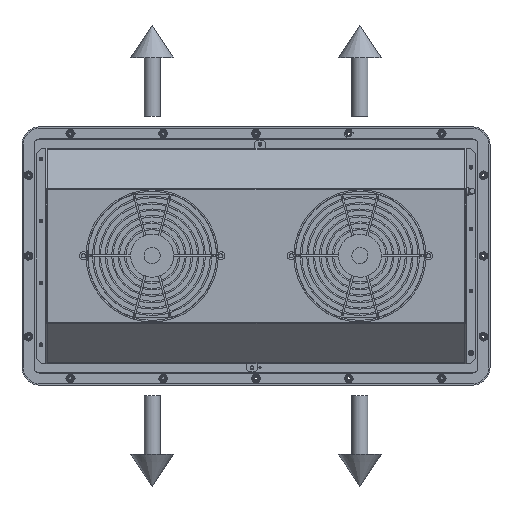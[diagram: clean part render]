
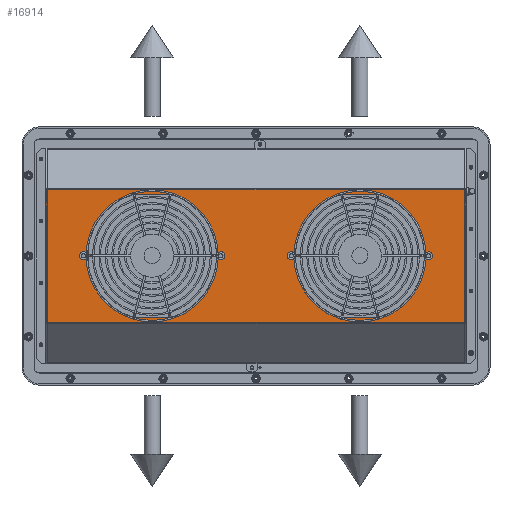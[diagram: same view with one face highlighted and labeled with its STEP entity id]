
A CAD part, top view. The second image highlights one B-rep face of the part: STEP entity #16914.
In plain terms, the highlighted planar face has unit normal (0, 0, 1).
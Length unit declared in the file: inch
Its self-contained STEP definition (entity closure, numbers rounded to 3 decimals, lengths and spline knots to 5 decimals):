
#482 = CARTESIAN_POINT ( 'NONE',  ( -1.82747, 12.02878, 22.62235 ) ) ;
#1040 = CARTESIAN_POINT ( 'NONE',  ( -1.00271, 9.15478, 22.62235 ) ) ;
#1251 = CARTESIAN_POINT ( 'NONE',  ( 12.77228, 7.02878, 22.62235 ) ) ;
#1454 = CARTESIAN_POINT ( 'NONE',  ( -5.01647, 12.02878, 22.62235 ) ) ;
#1456 = EDGE_CURVE ( 'NONE', #8705, #8705, #18152, .T. ) ;
#1636 = AXIS2_PLACEMENT_3D ( 'NONE', #1251, #29744, #5340 ) ;
#1658 = LINE ( 'NONE', #11892, #22031 ) ;
#1741 = VERTEX_POINT ( 'NONE', #13611 ) ;
#1836 = CARTESIAN_POINT ( 'NONE',  ( 12.74228, 7.02878, 22.62235 ) ) ;
#1862 = CARTESIAN_POINT ( 'NONE',  ( -2.65222, 14.90278, 22.62235 ) ) ;
#1901 = LINE ( 'NONE', #1836, #42711 ) ;
#2688 = DIRECTION ( 'NONE',  ( -1., 0., 0. ) ) ;
#2873 = VECTOR ( 'NONE', #7182, 39.37008 ) ;
#3002 = VERTEX_POINT ( 'NONE', #6306 ) ;
#3166 = DIRECTION ( 'NONE',  ( -1., 0., 0. ) ) ;
#3370 = VERTEX_POINT ( 'NONE', #32523 ) ;
#3470 = DIRECTION ( 'NONE',  ( 0., 0., 1. ) ) ;
#3895 = AXIS2_PLACEMENT_3D ( 'NONE', #482, #29008, #4583 ) ;
#4020 = DIRECTION ( 'NONE',  ( 0., 0., 1. ) ) ;
#4170 = LINE ( 'NONE', #19469, #2873 ) ;
#4400 = CARTESIAN_POINT ( 'NONE',  ( 1.36153, 12.02878, 22.62235 ) ) ;
#4463 = AXIS2_PLACEMENT_3D ( 'NONE', #28453, #4020, #32562 ) ;
#4583 = DIRECTION ( 'NONE',  ( 0., -1., 0. ) ) ;
#4840 = DIRECTION ( 'NONE',  ( 0., 0., 1. ) ) ;
#4851 = VERTEX_POINT ( 'NONE', #18758 ) ;
#5340 = DIRECTION ( 'NONE',  ( 1., 0., 0. ) ) ;
#5558 = DIRECTION ( 'NONE',  ( 0., -1., 0. ) ) ;
#5871 = EDGE_CURVE ( 'NONE', #32610, #3002, #44622, .T. ) ;
#5929 = DIRECTION ( 'NONE',  ( 0., 1., 0. ) ) ;
#5967 = EDGE_CURVE ( 'NONE', #25681, #44654, #39632, .T. ) ;
#6044 = VECTOR ( 'NONE', #3166, 39.37008 ) ;
#6306 = CARTESIAN_POINT ( 'NONE',  ( 7.00478, 9.15478, 22.62235 ) ) ;
#7182 = DIRECTION ( 'NONE',  ( 1., 0., 0. ) ) ;
#7537 = EDGE_LOOP ( 'NONE', ( #40473 ) ) ;
#8203 = FACE_BOUND ( 'NONE', #45980, .T. ) ;
#8243 = VECTOR ( 'NONE', #29160, 39.37008 ) ;
#8411 = LINE ( 'NONE', #9645, #30073 ) ;
#8473 = DIRECTION ( 'NONE',  ( 0., -1., 0. ) ) ;
#8663 = ORIENTED_EDGE ( 'NONE', *, *, #24078, .T. ) ;
#8705 = VERTEX_POINT ( 'NONE', #47605 ) ;
#9640 = CARTESIAN_POINT ( 'NONE',  ( -2.65222, 9.15478, 22.62235 ) ) ;
#9645 = CARTESIAN_POINT ( 'NONE',  ( 12.77228, 15.14135, 22.62235 ) ) ;
#11619 = CIRCLE ( 'NONE', #24600, 0.09375 ) ;
#11794 = VECTOR ( 'NONE', #2688, 39.37008 ) ;
#11892 = CARTESIAN_POINT ( 'NONE',  ( 12.77228, 8.9162, 22.62235 ) ) ;
#12114 = CIRCLE ( 'NONE', #51187, 2.99 ) ;
#13611 = CARTESIAN_POINT ( 'NONE',  ( 12.74228, 8.9162, 22.62235 ) ) ;
#14370 = ORIENTED_EDGE ( 'NONE', *, *, #22096, .F. ) ;
#14652 = ORIENTED_EDGE ( 'NONE', *, *, #5967, .T. ) ;
#15082 = ORIENTED_EDGE ( 'NONE', *, *, #16380, .F. ) ;
#15151 = CARTESIAN_POINT ( 'NONE',  ( 7.00478, 14.90278, 22.62235 ) ) ;
#16380 = EDGE_CURVE ( 'NONE', #27737, #49097, #12114, .T. ) ;
#16642 = EDGE_LOOP ( 'NONE', ( #14652, #21701, #8663, #36476 ) ) ;
#16914 = ADVANCED_FACE ( 'NONE', ( #31150, #51622, #42001, #40744, #29873, #19022, #8203 ), #17310, .F. ) ;
#17310 = PLANE ( 'NONE',  #1636 ) ;
#17407 = CARTESIAN_POINT ( 'NONE',  ( 11.01853, 12.02878, 22.62235 ) ) ;
#17491 = AXIS2_PLACEMENT_3D ( 'NONE', #29254, #4840, #33374 ) ;
#17884 = VERTEX_POINT ( 'NONE', #1862 ) ;
#17907 = CARTESIAN_POINT ( 'NONE',  ( 4.64053, 11.93503, 22.62235 ) ) ;
#18152 = CIRCLE ( 'NONE', #50136, 0.09375 ) ;
#18219 = EDGE_CURVE ( 'NONE', #3002, #27737, #4170, .T. ) ;
#18758 = CARTESIAN_POINT ( 'NONE',  ( -1.00271, 9.15478, 22.62235 ) ) ;
#18897 = EDGE_CURVE ( 'NONE', #46277, #46277, #11619, .T. ) ;
#19022 = FACE_BOUND ( 'NONE', #48109, .T. ) ;
#19211 = CARTESIAN_POINT ( 'NONE',  ( -6.74122, 8.9162, 22.62235 ) ) ;
#19360 = ORIENTED_EDGE ( 'NONE', *, *, #1456, .F. ) ;
#19469 = CARTESIAN_POINT ( 'NONE',  ( 8.65429, 9.15478, 22.62235 ) ) ;
#19601 = ORIENTED_EDGE ( 'NONE', *, *, #38309, .F. ) ;
#19650 = CARTESIAN_POINT ( 'NONE',  ( -1.82747, 12.02878, 22.62235 ) ) ;
#20529 = ORIENTED_EDGE ( 'NONE', *, *, #37264, .F. ) ;
#21456 = DIRECTION ( 'NONE',  ( 0., -1., 0. ) ) ;
#21701 = ORIENTED_EDGE ( 'NONE', *, *, #40884, .T. ) ;
#21871 = ORIENTED_EDGE ( 'NONE', *, *, #27747, .F. ) ;
#22031 = VECTOR ( 'NONE', #52790, 39.37008 ) ;
#22096 = EDGE_CURVE ( 'NONE', #35508, #17884, #48199, .T. ) ;
#22610 = LINE ( 'NONE', #51238, #11794 ) ;
#23521 = CARTESIAN_POINT ( 'NONE',  ( -1.00271, 14.90278, 22.62235 ) ) ;
#23688 = CARTESIAN_POINT ( 'NONE',  ( 8.65429, 14.90278, 22.62235 ) ) ;
#23726 = DIRECTION ( 'NONE',  ( 0., 1., 0. ) ) ;
#24078 = EDGE_CURVE ( 'NONE', #1741, #3370, #1901, .T. ) ;
#24600 = AXIS2_PLACEMENT_3D ( 'NONE', #1454, #29953, #5558 ) ;
#24884 = CIRCLE ( 'NONE', #47266, 2.99 ) ;
#25681 = VERTEX_POINT ( 'NONE', #39376 ) ;
#25712 = VERTEX_POINT ( 'NONE', #39464 ) ;
#27039 = VERTEX_POINT ( 'NONE', #17907 ) ;
#27664 = ORIENTED_EDGE ( 'NONE', *, *, #49591, .F. ) ;
#27737 = VERTEX_POINT ( 'NONE', #37121 ) ;
#27747 = EDGE_CURVE ( 'NONE', #27039, #27039, #30123, .T. ) ;
#27886 = CARTESIAN_POINT ( 'NONE',  ( 7.82953, 12.02878, 22.62235 ) ) ;
#28453 = CARTESIAN_POINT ( 'NONE',  ( 7.82953, 12.02878, 22.62235 ) ) ;
#29008 = DIRECTION ( 'NONE',  ( 0., 0., 1. ) ) ;
#29160 = DIRECTION ( 'NONE',  ( 0., -1., 0. ) ) ;
#29254 = CARTESIAN_POINT ( 'NONE',  ( 4.64053, 12.02878, 22.62235 ) ) ;
#29744 = DIRECTION ( 'NONE',  ( 0., 0., -1. ) ) ;
#29873 = FACE_BOUND ( 'NONE', #49968, .T. ) ;
#29953 = DIRECTION ( 'NONE',  ( 0., 0., 1. ) ) ;
#30073 = VECTOR ( 'NONE', #38208, 39.37008 ) ;
#30123 = CIRCLE ( 'NONE', #17491, 0.09375 ) ;
#31150 = FACE_BOUND ( 'NONE', #7537, .T. ) ;
#31245 = CIRCLE ( 'NONE', #42142, 0.09375 ) ;
#31873 = ORIENTED_EDGE ( 'NONE', *, *, #35229, .F. ) ;
#31932 = CIRCLE ( 'NONE', #3895, 2.99 ) ;
#32003 = DIRECTION ( 'NONE',  ( 0., 1., 0. ) ) ;
#32523 = CARTESIAN_POINT ( 'NONE',  ( 12.74228, 15.14135, 22.62235 ) ) ;
#32562 = DIRECTION ( 'NONE',  ( 0., -1., 0. ) ) ;
#32610 = VERTEX_POINT ( 'NONE', #15151 ) ;
#32930 = DIRECTION ( 'NONE',  ( 0., 0., 1. ) ) ;
#33256 = VECTOR ( 'NONE', #45977, 39.37008 ) ;
#33274 = CARTESIAN_POINT ( 'NONE',  ( -6.74122, 7.02878, 22.62235 ) ) ;
#33374 = DIRECTION ( 'NONE',  ( 0., -1., 0. ) ) ;
#34943 = VERTEX_POINT ( 'NONE', #9640 ) ;
#35229 = EDGE_CURVE ( 'NONE', #49097, #32610, #22610, .T. ) ;
#35387 = ORIENTED_EDGE ( 'NONE', *, *, #5871, .F. ) ;
#35508 = VERTEX_POINT ( 'NONE', #23521 ) ;
#36365 = EDGE_CURVE ( 'NONE', #3370, #25681, #8411, .T. ) ;
#36476 = ORIENTED_EDGE ( 'NONE', *, *, #36365, .T. ) ;
#37121 = CARTESIAN_POINT ( 'NONE',  ( 8.65429, 9.15478, 22.62235 ) ) ;
#37264 = EDGE_CURVE ( 'NONE', #4851, #35508, #24884, .T. ) ;
#38208 = DIRECTION ( 'NONE',  ( -1., 0., 0. ) ) ;
#38309 = EDGE_CURVE ( 'NONE', #17884, #34943, #31932, .T. ) ;
#38445 = EDGE_CURVE ( 'NONE', #25712, #25712, #31245, .T. ) ;
#38903 = ORIENTED_EDGE ( 'NONE', *, *, #18219, .F. ) ;
#39376 = CARTESIAN_POINT ( 'NONE',  ( -6.74122, 15.14135, 22.62235 ) ) ;
#39464 = CARTESIAN_POINT ( 'NONE',  ( 11.01853, 11.93503, 22.62235 ) ) ;
#39537 = CARTESIAN_POINT ( 'NONE',  ( -2.65222, 14.90278, 22.62235 ) ) ;
#39632 = LINE ( 'NONE', #33274, #8243 ) ;
#40473 = ORIENTED_EDGE ( 'NONE', *, *, #38445, .F. ) ;
#40744 = FACE_OUTER_BOUND ( 'NONE', #16642, .T. ) ;
#40884 = EDGE_CURVE ( 'NONE', #44654, #1741, #1658, .T. ) ;
#42001 = FACE_BOUND ( 'NONE', #49286, .T. ) ;
#42142 = AXIS2_PLACEMENT_3D ( 'NONE', #17407, #45948, #21456 ) ;
#42711 = VECTOR ( 'NONE', #5929, 39.37008 ) ;
#44106 = LINE ( 'NONE', #1040, #33256 ) ;
#44622 = CIRCLE ( 'NONE', #4463, 2.99 ) ;
#44654 = VERTEX_POINT ( 'NONE', #19211 ) ;
#45902 = ORIENTED_EDGE ( 'NONE', *, *, #18897, .F. ) ;
#45948 = DIRECTION ( 'NONE',  ( 0., 0., 1. ) ) ;
#45977 = DIRECTION ( 'NONE',  ( 1., 0., 0. ) ) ;
#45980 = EDGE_LOOP ( 'NONE', ( #45902 ) ) ;
#46277 = VERTEX_POINT ( 'NONE', #49590 ) ;
#46677 = EDGE_LOOP ( 'NONE', ( #21871 ) ) ;
#47266 = AXIS2_PLACEMENT_3D ( 'NONE', #19650, #48236, #23726 ) ;
#47605 = CARTESIAN_POINT ( 'NONE',  ( 1.36153, 11.93503, 22.62235 ) ) ;
#48109 = EDGE_LOOP ( 'NONE', ( #19360 ) ) ;
#48199 = LINE ( 'NONE', #39537, #6044 ) ;
#48236 = DIRECTION ( 'NONE',  ( 0., 0., 1. ) ) ;
#49097 = VERTEX_POINT ( 'NONE', #23688 ) ;
#49286 = EDGE_LOOP ( 'NONE', ( #38903, #35387, #31873, #15082 ) ) ;
#49590 = CARTESIAN_POINT ( 'NONE',  ( -5.01647, 11.93503, 22.62235 ) ) ;
#49591 = EDGE_CURVE ( 'NONE', #34943, #4851, #44106, .T. ) ;
#49968 = EDGE_LOOP ( 'NONE', ( #19601, #14370, #20529, #27664 ) ) ;
#50136 = AXIS2_PLACEMENT_3D ( 'NONE', #4400, #32930, #8473 ) ;
#51187 = AXIS2_PLACEMENT_3D ( 'NONE', #27886, #3470, #32003 ) ;
#51238 = CARTESIAN_POINT ( 'NONE',  ( 7.00478, 14.90278, 22.62235 ) ) ;
#51622 = FACE_BOUND ( 'NONE', #46677, .T. ) ;
#52790 = DIRECTION ( 'NONE',  ( 1., 0., 0. ) ) ;
